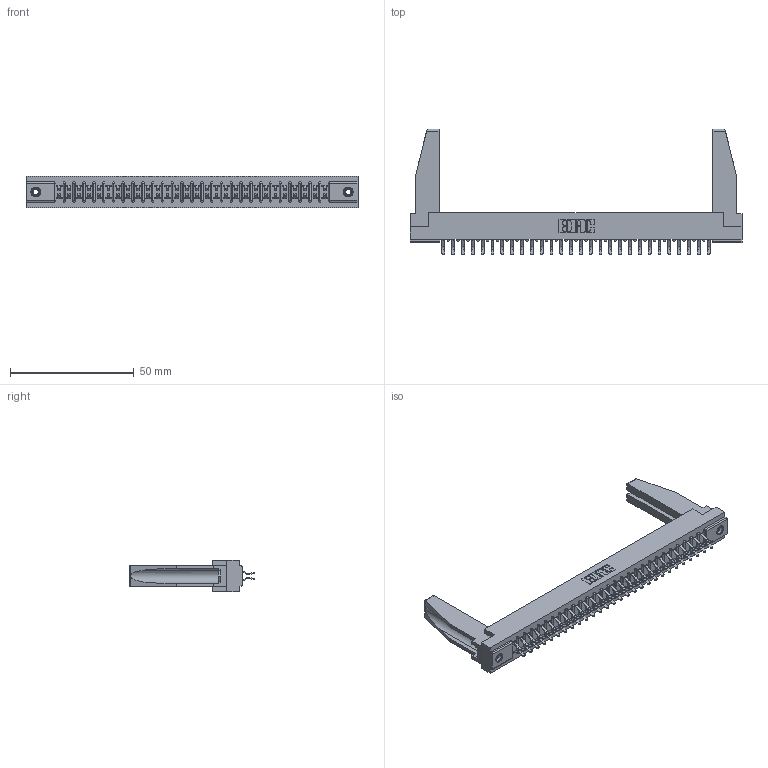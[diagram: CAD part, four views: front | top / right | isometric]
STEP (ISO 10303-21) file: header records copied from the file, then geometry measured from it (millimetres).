
FILE_DESCRIPTION (( 'STEP AP203' ), '1' );
FILE_NAME ('357-056-456-278.STEP', '2020-10-04T10:43:49', ( '' ), ( '' ), 'SwSTEP 2.0', 'SolidWorks 2020', '' );
FILE_SCHEMA (( 'CONFIG_CONTROL_DESIGN' ));
Length unit declared in the file: inch
Products named in the file (5): 345-250-001_345-250-001-102; 357-056-456-278; 307-290-001_556; 307-220-078; 307 Part_.156 Dia Mounting Holes
Assembly tree (61 placements, depth 2):
  357-056-456-278
    307 Part_.156 Dia Mounting Holes
    307-290-001_556  x56
    307-220-078  x2
    345-250-001_345-250-001-102  x2
Bounding box: 133.96 x 50.67 x 12.7 mm (x, y, z)
Volume: 18129 mm3; surface area: 20692.2 mm2
Topology: 61 solids, 61 shells, 3077 faces, 8605 edges, 5574 vertices
Faces by surface type: plane 2002, cylinder 1001, sphere 58, cone 12, torus 4
Entity records: 29169 total; most frequent: CARTESIAN_POINT 4786, ORIENTED_EDGE 4700, DIRECTION 4648, EDGE_CURVE 2350, VECTOR 1800, LINE 1800, VERTEX_POINT 1520, AXIS2_PLACEMENT_3D 1424
